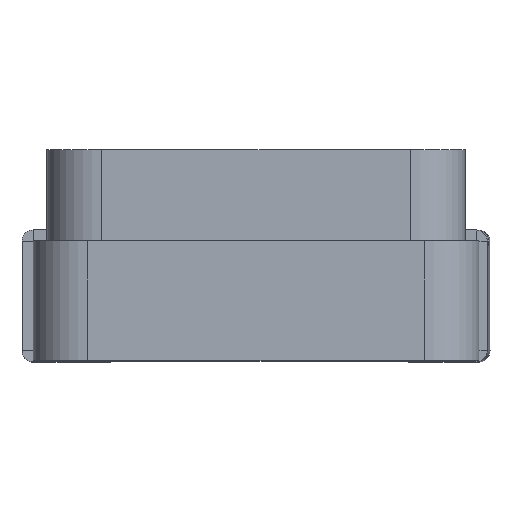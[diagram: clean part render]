
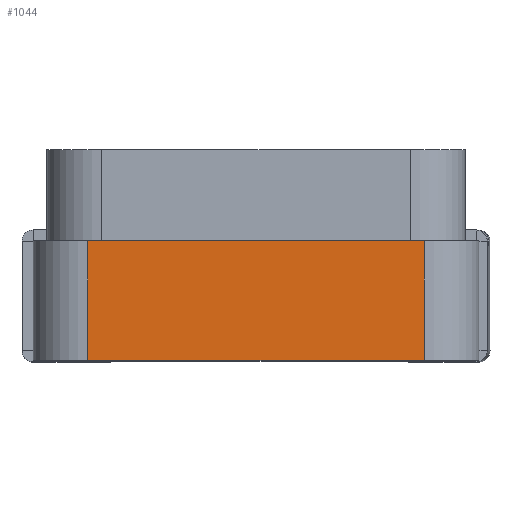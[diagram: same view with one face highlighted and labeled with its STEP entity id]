
A CAD part, top view. The second image highlights one B-rep face of the part: STEP entity #1044.
In plain terms, the highlighted planar face has unit normal (0, 0, 1).
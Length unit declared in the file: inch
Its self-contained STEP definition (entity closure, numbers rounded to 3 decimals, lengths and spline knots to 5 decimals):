
#73 = EDGE_LOOP ( 'NONE', ( #669, #673, #1050, #967 ) ) ;
#151 = LINE ( 'NONE', #2571, #1963 ) ;
#185 = DIRECTION ( 'NONE',  ( 1., 0., 0. ) ) ;
#195 = EDGE_CURVE ( 'NONE', #1356, #1570, #2786, .T. ) ;
#236 = AXIS2_PLACEMENT_3D ( 'NONE', #831, #3340, #1194 ) ;
#401 = DIRECTION ( 'NONE',  ( 1., 0., 0. ) ) ;
#469 = DIRECTION ( 'NONE',  ( 0., -1., 0. ) ) ;
#669 = ORIENTED_EDGE ( 'NONE', *, *, #968, .T. ) ;
#673 = ORIENTED_EDGE ( 'NONE', *, *, #195, .F. ) ;
#831 = CARTESIAN_POINT ( 'NONE',  ( -0.03318, 0.18207, 0.34098 ) ) ;
#841 = VERTEX_POINT ( 'NONE', #1780 ) ;
#901 = LINE ( 'NONE', #2730, #1825 ) ;
#914 = EDGE_CURVE ( 'NONE', #841, #1207, #3039, .T. ) ;
#930 = CARTESIAN_POINT ( 'NONE',  ( 0.21022, 0.18207, 0.34098 ) ) ;
#967 = ORIENTED_EDGE ( 'NONE', *, *, #914, .T. ) ;
#968 = EDGE_CURVE ( 'NONE', #1207, #1570, #151, .T. ) ;
#1044 = ADVANCED_FACE ( 'NONE', ( #3765 ), #1526, .F. ) ;
#1050 = ORIENTED_EDGE ( 'NONE', *, *, #2850, .F. ) ;
#1057 = CARTESIAN_POINT ( 'NONE',  ( -0.03318, 0.18207, 0.34098 ) ) ;
#1194 = DIRECTION ( 'NONE',  ( -1., 0., 0. ) ) ;
#1207 = VERTEX_POINT ( 'NONE', #1232 ) ;
#1232 = CARTESIAN_POINT ( 'NONE',  ( -0.03318, 0.09557, 0.34098 ) ) ;
#1356 = VERTEX_POINT ( 'NONE', #930 ) ;
#1526 = PLANE ( 'NONE',  #236 ) ;
#1567 = CARTESIAN_POINT ( 'NONE',  ( 0.21022, 0.18207, 0.34098 ) ) ;
#1570 = VERTEX_POINT ( 'NONE', #4114 ) ;
#1780 = CARTESIAN_POINT ( 'NONE',  ( -0.03318, 0.18207, 0.34098 ) ) ;
#1825 = VECTOR ( 'NONE', #185, 39.37008 ) ;
#1963 = VECTOR ( 'NONE', #401, 39.37008 ) ;
#2188 = DIRECTION ( 'NONE',  ( 0., -1., 0. ) ) ;
#2571 = CARTESIAN_POINT ( 'NONE',  ( -0.03318, 0.09557, 0.34098 ) ) ;
#2730 = CARTESIAN_POINT ( 'NONE',  ( -0.03318, 0.18207, 0.34098 ) ) ;
#2786 = LINE ( 'NONE', #1567, #4651 ) ;
#2850 = EDGE_CURVE ( 'NONE', #841, #1356, #901, .T. ) ;
#3039 = LINE ( 'NONE', #1057, #3882 ) ;
#3340 = DIRECTION ( 'NONE',  ( 0., 0., -1. ) ) ;
#3765 = FACE_OUTER_BOUND ( 'NONE', #73, .T. ) ;
#3882 = VECTOR ( 'NONE', #2188, 39.37008 ) ;
#4114 = CARTESIAN_POINT ( 'NONE',  ( 0.21022, 0.09557, 0.34098 ) ) ;
#4651 = VECTOR ( 'NONE', #469, 39.37008 ) ;
